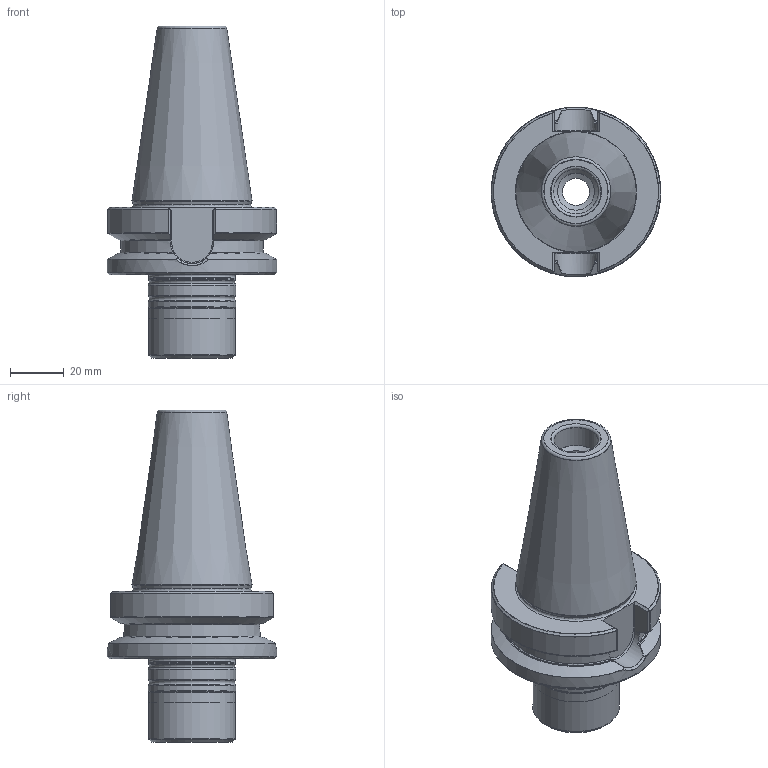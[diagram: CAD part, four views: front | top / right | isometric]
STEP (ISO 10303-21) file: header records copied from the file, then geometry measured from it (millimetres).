
FILE_DESCRIPTION(/* description */ (''),/* implementation_level */ '2;1');
FILE_NAME(/* name */ '414012530.stp',/* time_stamp */ '2021-01-08T12:37:39',/* author */ ('LRA'),/* organization */ ('REGO-FIX'),/* preprocessor_version */ ' Unknown',/* originating_system */ 'SIEMENS PLM Software Solid Edge ST10',/* authorization */ 'Unknown');
FILE_SCHEMA (('AUTOMOTIVE_DESIGN { 1 0 10303 214 2 1 1}'));
Length unit declared in the file: millimetre
Products named in the file (1): NOCUT
Bounding box: 63.3 x 63.3 x 123.8 mm (x, y, z)
Volume: 270507.9 mm3; surface area: 54825.5 mm2
Topology: 2 solids, 2 shells, 186 faces, 462 edges, 283 vertices
Faces by surface type: plane 71, cone 44, cylinder 41, torus 26, bspline 4
Full cylindrical faces by diameter (mm): 10.106 x2, 13.834 x2, 13.835 x2, 16.7 x1, 17 x1, 18 x2, 32 x2, 32.3 x1, 32.5 x3, 32.8 x3, 63 x1, 63.3 x1
Entity records: 6589 total; most frequent: CARTESIAN_POINT 1268, DIRECTION 828, ORIENTED_EDGE 760, EDGE_CURVE 380, AXIS2_PLACEMENT_3D 350, VERTEX_POINT 268, EDGE_LOOP 260, FACE_BOUND 260
